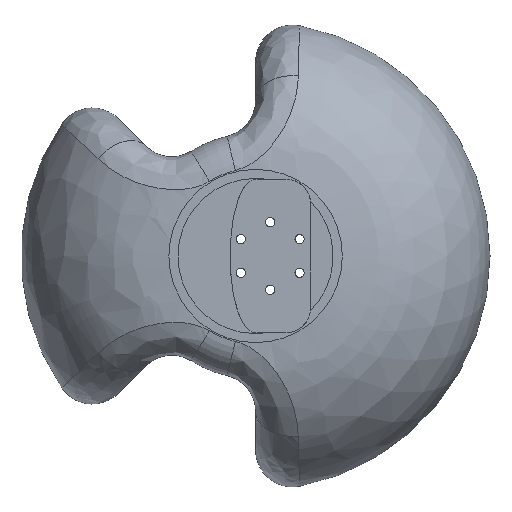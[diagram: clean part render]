
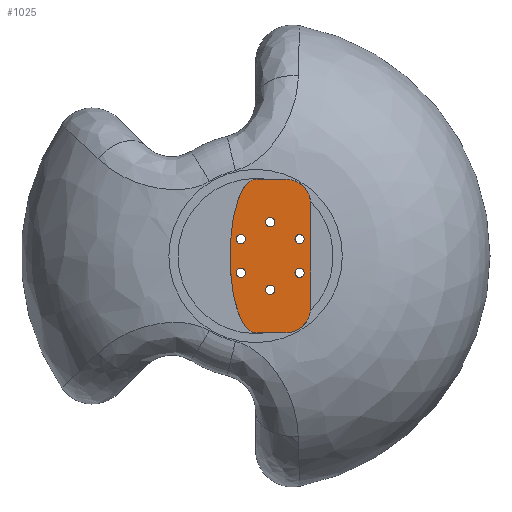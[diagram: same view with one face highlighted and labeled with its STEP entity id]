
A CAD part, front view. The second image highlights one B-rep face of the part: STEP entity #1025.
In plain terms, the highlighted planar face has unit normal (0, -1, 0).
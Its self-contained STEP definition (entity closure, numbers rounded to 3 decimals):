
#19=ELLIPSE('',#1152,25.,8.345);
#33=FACE_BOUND('',#216,.T.);
#34=FACE_BOUND('',#217,.T.);
#35=FACE_BOUND('',#218,.T.);
#36=FACE_BOUND('',#219,.T.);
#37=FACE_BOUND('',#220,.T.);
#38=FACE_BOUND('',#221,.T.);
#88=PLANE('',#1149);
#141=FACE_OUTER_BOUND('',#215,.T.);
#215=EDGE_LOOP('',(#871,#872,#873,#874,#875,#876,#877));
#216=EDGE_LOOP('',(#878));
#217=EDGE_LOOP('',(#879));
#218=EDGE_LOOP('',(#880));
#219=EDGE_LOOP('',(#881));
#220=EDGE_LOOP('',(#882));
#221=EDGE_LOOP('',(#883));
#273=LINE('',#2245,#328);
#274=LINE('',#2249,#329);
#275=LINE('',#2253,#330);
#276=LINE('',#2255,#331);
#328=VECTOR('',#1403,10.);
#329=VECTOR('',#1406,10.);
#330=VECTOR('',#1409,10.);
#331=VECTOR('',#1410,10.);
#406=CIRCLE('',#1150,8.);
#407=CIRCLE('',#1151,8.);
#408=CIRCLE('',#1153,1.5);
#409=CIRCLE('',#1154,1.5);
#410=CIRCLE('',#1155,1.5);
#411=CIRCLE('',#1156,1.5);
#412=CIRCLE('',#1157,1.5);
#413=CIRCLE('',#1158,1.5);
#492=VERTEX_POINT('',#2243);
#493=VERTEX_POINT('',#2244);
#494=VERTEX_POINT('',#2246);
#495=VERTEX_POINT('',#2248);
#496=VERTEX_POINT('',#2250);
#497=VERTEX_POINT('',#2252);
#498=VERTEX_POINT('',#2254);
#499=VERTEX_POINT('',#2257);
#500=VERTEX_POINT('',#2259);
#501=VERTEX_POINT('',#2261);
#502=VERTEX_POINT('',#2263);
#503=VERTEX_POINT('',#2265);
#504=VERTEX_POINT('',#2267);
#624=EDGE_CURVE('',#492,#493,#273,.T.);
#625=EDGE_CURVE('',#493,#494,#406,.T.);
#626=EDGE_CURVE('',#494,#495,#274,.T.);
#627=EDGE_CURVE('',#495,#496,#407,.T.);
#628=EDGE_CURVE('',#496,#497,#275,.T.);
#629=EDGE_CURVE('',#497,#498,#276,.T.);
#630=EDGE_CURVE('',#498,#492,#19,.T.);
#631=EDGE_CURVE('',#499,#499,#408,.T.);
#632=EDGE_CURVE('',#500,#500,#409,.T.);
#633=EDGE_CURVE('',#501,#501,#410,.T.);
#634=EDGE_CURVE('',#502,#502,#411,.T.);
#635=EDGE_CURVE('',#503,#503,#412,.T.);
#636=EDGE_CURVE('',#504,#504,#413,.T.);
#871=ORIENTED_EDGE('',*,*,#624,.T.);
#872=ORIENTED_EDGE('',*,*,#625,.T.);
#873=ORIENTED_EDGE('',*,*,#626,.T.);
#874=ORIENTED_EDGE('',*,*,#627,.T.);
#875=ORIENTED_EDGE('',*,*,#628,.T.);
#876=ORIENTED_EDGE('',*,*,#629,.T.);
#877=ORIENTED_EDGE('',*,*,#630,.T.);
#878=ORIENTED_EDGE('',*,*,#631,.F.);
#879=ORIENTED_EDGE('',*,*,#632,.F.);
#880=ORIENTED_EDGE('',*,*,#633,.F.);
#881=ORIENTED_EDGE('',*,*,#634,.F.);
#882=ORIENTED_EDGE('',*,*,#635,.F.);
#883=ORIENTED_EDGE('',*,*,#636,.F.);
#1025=ADVANCED_FACE('',(#141,#33,#34,#35,#36,#37,#38),#88,.F.);
#1149=AXIS2_PLACEMENT_3D('',#2242,#1401,#1402);
#1150=AXIS2_PLACEMENT_3D('',#2247,#1404,#1405);
#1151=AXIS2_PLACEMENT_3D('',#2251,#1407,#1408);
#1152=AXIS2_PLACEMENT_3D('',#2256,#1411,#1412);
#1153=AXIS2_PLACEMENT_3D('',#2258,#1413,#1414);
#1154=AXIS2_PLACEMENT_3D('',#2260,#1415,#1416);
#1155=AXIS2_PLACEMENT_3D('',#2262,#1417,#1418);
#1156=AXIS2_PLACEMENT_3D('',#2264,#1419,#1420);
#1157=AXIS2_PLACEMENT_3D('',#2266,#1421,#1422);
#1158=AXIS2_PLACEMENT_3D('',#2268,#1423,#1424);
#1401=DIRECTION('center_axis',(0.,1.,0.));
#1402=DIRECTION('ref_axis',(-1.,0.,0.));
#1403=DIRECTION('',(1.,0.,0.));
#1404=DIRECTION('center_axis',(0.,-1.,0.));
#1405=DIRECTION('ref_axis',(0.707,0.,-0.707));
#1406=DIRECTION('',(0.,0.,1.));
#1407=DIRECTION('center_axis',(0.,-1.,0.));
#1408=DIRECTION('ref_axis',(0.707,0.,0.707));
#1409=DIRECTION('',(-1.,0.,0.));
#1410=DIRECTION('',(0.,0.,-1.));
#1411=DIRECTION('center_axis',(0.,-1.,0.));
#1412=DIRECTION('ref_axis',(0.,0.,1.));
#1413=DIRECTION('center_axis',(0.,-1.,0.));
#1414=DIRECTION('ref_axis',(-1.,0.,0.));
#1415=DIRECTION('center_axis',(0.,-1.,0.));
#1416=DIRECTION('ref_axis',(-1.,0.,0.));
#1417=DIRECTION('center_axis',(0.,-1.,0.));
#1418=DIRECTION('ref_axis',(-1.,0.,0.));
#1419=DIRECTION('center_axis',(0.,-1.,0.));
#1420=DIRECTION('ref_axis',(-1.,0.,0.));
#1421=DIRECTION('center_axis',(0.,-1.,0.));
#1422=DIRECTION('ref_axis',(-1.,0.,0.));
#1423=DIRECTION('center_axis',(0.,-1.,0.));
#1424=DIRECTION('ref_axis',(-1.,0.,0.));
#2242=CARTESIAN_POINT('Origin',(26.117,80.,50.));
#2243=CARTESIAN_POINT('',(26.617,80.,25.045));
#2244=CARTESIAN_POINT('',(36.,80.,25.045));
#2245=CARTESIAN_POINT('',(33.443,80.,25.045));
#2246=CARTESIAN_POINT('',(44.,80.,33.045));
#2247=CARTESIAN_POINT('Origin',(36.,80.,33.045));
#2248=CARTESIAN_POINT('',(44.,80.,67.));
#2249=CARTESIAN_POINT('',(44.,80.,58.5));
#2250=CARTESIAN_POINT('',(36.,80.,75.));
#2251=CARTESIAN_POINT('Origin',(36.,80.,67.));
#2252=CARTESIAN_POINT('',(26.617,80.,75.));
#2253=CARTESIAN_POINT('',(28.752,80.,75.));
#2254=CARTESIAN_POINT('',(26.617,80.,74.955));
#2255=CARTESIAN_POINT('',(26.617,80.,62.477));
#2256=CARTESIAN_POINT('Origin',(26.117,80.,50.));
#2257=CARTESIAN_POINT('',(41.912,80.,44.523));
#2258=CARTESIAN_POINT('Origin',(40.412,80.,44.523));
#2259=CARTESIAN_POINT('',(22.86,80.,44.523));
#2260=CARTESIAN_POINT('Origin',(21.36,80.,44.523));
#2261=CARTESIAN_POINT('',(41.912,80.,55.523));
#2262=CARTESIAN_POINT('Origin',(40.412,80.,55.523));
#2263=CARTESIAN_POINT('',(32.386,80.,39.023));
#2264=CARTESIAN_POINT('Origin',(30.886,80.,39.023));
#2265=CARTESIAN_POINT('',(32.386,80.,61.023));
#2266=CARTESIAN_POINT('Origin',(30.886,80.,61.023));
#2267=CARTESIAN_POINT('',(22.86,80.,55.523));
#2268=CARTESIAN_POINT('Origin',(21.36,80.,55.523));
